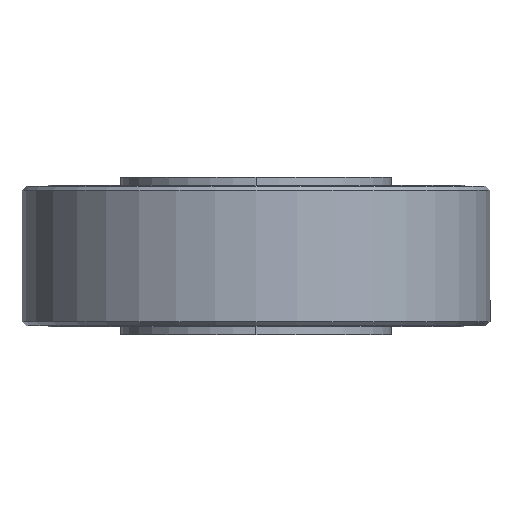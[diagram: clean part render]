
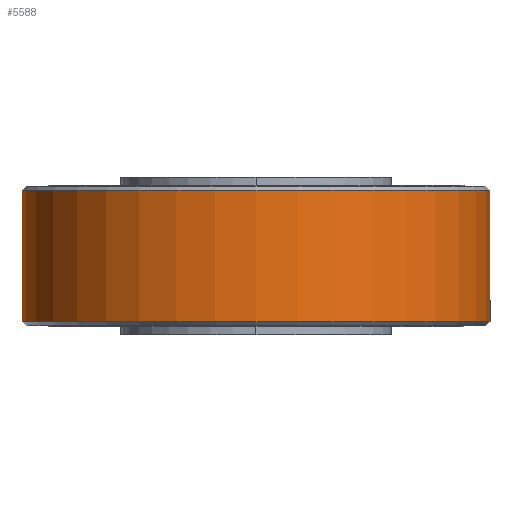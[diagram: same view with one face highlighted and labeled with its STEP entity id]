
A CAD part, left-side view. The second image highlights one B-rep face of the part: STEP entity #5588.
In plain terms, the highlighted cylindrical face has radius 112.5 mm (diameter 225 mm), a partial arc.
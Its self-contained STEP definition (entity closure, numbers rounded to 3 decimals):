
#4264=CARTESIAN_POINT('',(31.5,112.5,0.0));
#4265=VERTEX_POINT('',#4264);
#4281=CARTESIAN_POINT('',(31.5,-112.5,0.));
#4282=VERTEX_POINT('',#4281);
#4304=CARTESIAN_POINT('',(-31.5,112.5,0.0));
#4305=VERTEX_POINT('',#4304);
#4306=CARTESIAN_POINT('',(31.5,112.5,0.0));
#4307=DIRECTION('',(-1.0,0.0,0.0));
#4308=VECTOR('',#4307,63.);
#4309=LINE('',#4306,#4308);
#4310=EDGE_CURVE('',#4265,#4305,#4309,.T.);
#4313=CARTESIAN_POINT('',(-31.5,-112.5,0.));
#4314=VERTEX_POINT('',#4313);
#4315=CARTESIAN_POINT('',(31.5,-112.5,0.));
#4316=DIRECTION('',(-1.0,0.0,0.0));
#4317=VECTOR('',#4316,63.);
#4318=LINE('',#4315,#4317);
#4319=EDGE_CURVE('',#4282,#4314,#4318,.T.);
#5561=CARTESIAN_POINT('',(-31.5,0.0,0.0));
#5562=DIRECTION('',(1.0,0.0,0.0));
#5563=DIRECTION('',(0.0,1.0,0.0));
#5564=AXIS2_PLACEMENT_3D('',#5561,#5562,#5563);
#5565=CIRCLE('',#5564,112.5);
#5566=EDGE_CURVE('',#4305,#4314,#5565,.T.);
#5571=CARTESIAN_POINT('',(-34.65,0.0,0.0));
#5572=DIRECTION('',(1.0,0.0,0.0));
#5573=DIRECTION('',(0.0,1.0,0.0));
#5574=AXIS2_PLACEMENT_3D('',#5571,#5572,#5573);
#5575=CYLINDRICAL_SURFACE('',#5574,112.5);
#5576=ORIENTED_EDGE('',*,*,#4310,.T.);
#5577=ORIENTED_EDGE('',*,*,#5566,.T.);
#5578=ORIENTED_EDGE('',*,*,#4319,.F.);
#5579=CARTESIAN_POINT('',(31.5,0.0,0.0));
#5580=DIRECTION('',(1.0,0.0,0.0));
#5581=DIRECTION('',(0.0,1.0,0.0));
#5582=AXIS2_PLACEMENT_3D('',#5579,#5580,#5581);
#5583=CIRCLE('',#5582,112.5);
#5584=EDGE_CURVE('',#4265,#4282,#5583,.T.);
#5585=ORIENTED_EDGE('',*,*,#5584,.F.);
#5586=EDGE_LOOP('',(#5576,#5577,#5578,#5585));
#5587=FACE_OUTER_BOUND('',#5586,.T.);
#5588=ADVANCED_FACE('',(#5587),#5575,.T.);
